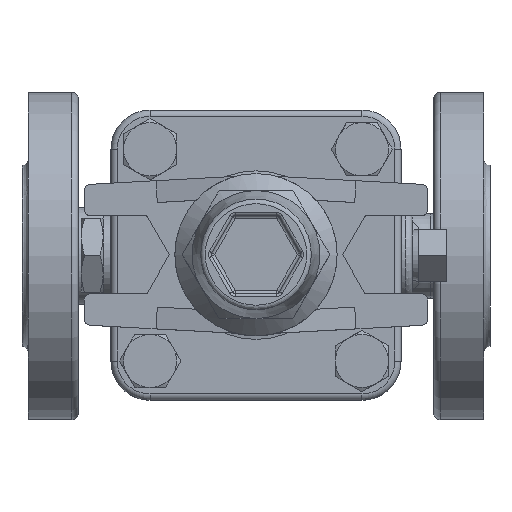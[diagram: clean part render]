
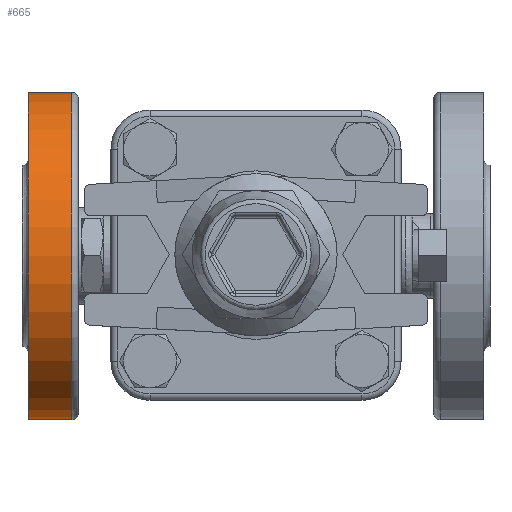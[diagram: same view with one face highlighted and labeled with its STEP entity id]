
A CAD part, top view. The second image highlights one B-rep face of the part: STEP entity #665.
In plain terms, the highlighted cylindrical face has radius 52.5 mm (diameter 105 mm), a full revolution.
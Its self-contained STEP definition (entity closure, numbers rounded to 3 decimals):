
#538=CARTESIAN_POINT('',(-59.0,52.5,46.5));
#539=VERTEX_POINT('',#538);
#540=CARTESIAN_POINT('',(-59.0,0.0,46.5));
#541=DIRECTION('',(1.0,0.0,0.0));
#542=DIRECTION('',(0.0,-1.0,0.0));
#543=AXIS2_PLACEMENT_3D('',#540,#541,#542);
#544=CIRCLE('',#543,52.5);
#545=EDGE_CURVE('',#539,#539,#544,.T.);
#646=CARTESIAN_POINT('',(-75.0,0.0,46.5));
#647=DIRECTION('',(1.0,0.0,0.0));
#648=DIRECTION('',(0.0,-1.0,0.0));
#649=AXIS2_PLACEMENT_3D('',#646,#647,#648);
#650=CYLINDRICAL_SURFACE('',#649,52.5);
#651=CARTESIAN_POINT('',(-73.0,0.,99.));
#652=VERTEX_POINT('',#651);
#653=CARTESIAN_POINT('',(-73.0,0.0,46.5));
#654=DIRECTION('',(1.0,0.0,0.0));
#655=DIRECTION('',(0.0,-1.0,0.0));
#656=AXIS2_PLACEMENT_3D('',#653,#654,#655);
#657=CIRCLE('',#656,52.5);
#658=EDGE_CURVE('',#652,#652,#657,.T.);
#659=ORIENTED_EDGE('',*,*,#658,.T.);
#660=EDGE_LOOP('',(#659));
#661=FACE_OUTER_BOUND('',#660,.T.);
#662=ORIENTED_EDGE('',*,*,#545,.F.);
#663=EDGE_LOOP('',(#662));
#664=FACE_BOUND('',#663,.T.);
#665=ADVANCED_FACE('',(#661,#664),#650,.T.);
